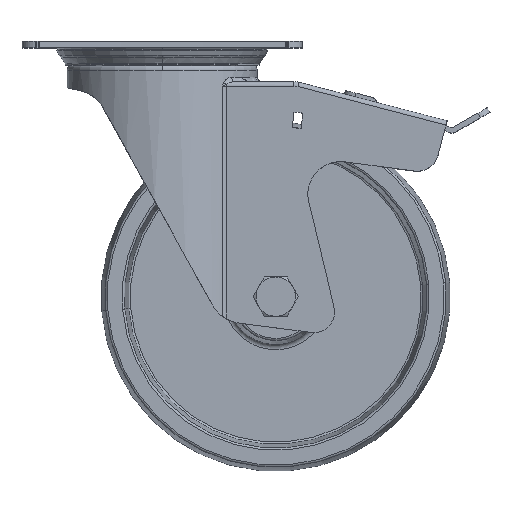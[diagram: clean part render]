
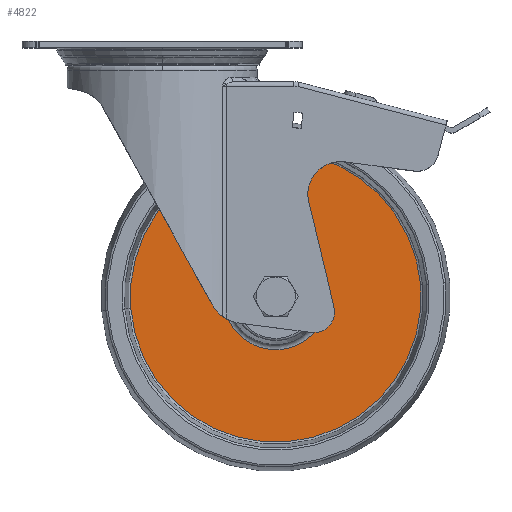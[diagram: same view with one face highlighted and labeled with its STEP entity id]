
A CAD part, top view. The second image highlights one B-rep face of the part: STEP entity #4822.
In plain terms, the highlighted planar face has unit normal (0, 0, 1).
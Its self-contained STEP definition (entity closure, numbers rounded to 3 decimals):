
#92 = EDGE_CURVE ( 'NONE', #1922, #10093, #1097, .T. ) ;
#274 = EDGE_CURVE ( 'NONE', #10093, #1922, #13752, .T. ) ;
#356 = ORIENTED_EDGE ( 'NONE', *, *, #16668, .T. ) ;
#1097 = CIRCLE ( 'NONE', #8311, 24.262 ) ;
#1578 = CARTESIAN_POINT ( 'NONE',  ( 52., -117., 5. ) ) ;
#1605 = CARTESIAN_POINT ( 'NONE',  ( 57.494, -184.276, 5. ) ) ;
#1641 = CIRCLE ( 'NONE', #14650, 66.624 ) ;
#1865 = EDGE_CURVE ( 'NONE', #7929, #8543, #1641, .T. ) ;
#1922 = VERTEX_POINT ( 'NONE', #3663 ) ;
#2030 = EDGE_LOOP ( 'NONE', ( #9298, #356 ) ) ;
#2836 = CARTESIAN_POINT ( 'NONE',  ( 118.403, -111.577, 5. ) ) ;
#3663 = CARTESIAN_POINT ( 'NONE',  ( 76.182, -115.025, 5. ) ) ;
#4822 = ADVANCED_FACE ( 'NONE', ( #8562, #10116 ), #14273, .T. ) ;
#5090 = ORIENTED_EDGE ( 'NONE', *, *, #92, .T. ) ;
#5127 = EDGE_LOOP ( 'NONE', ( #10384, #5090 ) ) ;
#5749 = DIRECTION ( 'NONE',  ( -0.997, -0.081, 0. ) ) ;
#6639 = CARTESIAN_POINT ( 'NONE',  ( 52., -117., 5. ) ) ;
#7203 = CIRCLE ( 'NONE', #9518, 66.624 ) ;
#7241 = AXIS2_PLACEMENT_3D ( 'NONE', #1605, #11524, #9848 ) ;
#7929 = VERTEX_POINT ( 'NONE', #11554 ) ;
#8289 = DIRECTION ( 'NONE',  ( 0., 0., -1. ) ) ;
#8311 = AXIS2_PLACEMENT_3D ( 'NONE', #12897, #15624, #10472 ) ;
#8467 = DIRECTION ( 'NONE',  ( 0., 0., 1. ) ) ;
#8543 = VERTEX_POINT ( 'NONE', #2836 ) ;
#8562 = FACE_BOUND ( 'NONE', #5127, .T. ) ;
#9136 = CARTESIAN_POINT ( 'NONE',  ( 27.818, -118.975, 5. ) ) ;
#9298 = ORIENTED_EDGE ( 'NONE', *, *, #1865, .T. ) ;
#9368 = DIRECTION ( 'NONE',  ( 0., 0., 1. ) ) ;
#9518 = AXIS2_PLACEMENT_3D ( 'NONE', #1578, #8467, #16763 ) ;
#9848 = DIRECTION ( 'NONE',  ( -0.997, -0.081, 0. ) ) ;
#10093 = VERTEX_POINT ( 'NONE', #9136 ) ;
#10116 = FACE_OUTER_BOUND ( 'NONE', #2030, .T. ) ;
#10384 = ORIENTED_EDGE ( 'NONE', *, *, #274, .T. ) ;
#10437 = DIRECTION ( 'NONE',  ( -0.997, -0.081, 0. ) ) ;
#10472 = DIRECTION ( 'NONE',  ( -0.997, -0.081, 0. ) ) ;
#11524 = DIRECTION ( 'NONE',  ( 0., 0., 1. ) ) ;
#11554 = CARTESIAN_POINT ( 'NONE',  ( -14.403, -122.423, 5. ) ) ;
#12879 = AXIS2_PLACEMENT_3D ( 'NONE', #15248, #8289, #5749 ) ;
#12897 = CARTESIAN_POINT ( 'NONE',  ( 52., -117., 5. ) ) ;
#13752 = CIRCLE ( 'NONE', #12879, 24.262 ) ;
#14273 = PLANE ( 'NONE',  #7241 ) ;
#14650 = AXIS2_PLACEMENT_3D ( 'NONE', #6639, #9368, #10437 ) ;
#15248 = CARTESIAN_POINT ( 'NONE',  ( 52., -117., 5. ) ) ;
#15624 = DIRECTION ( 'NONE',  ( 0., 0., -1. ) ) ;
#16668 = EDGE_CURVE ( 'NONE', #8543, #7929, #7203, .T. ) ;
#16763 = DIRECTION ( 'NONE',  ( -0.997, -0.081, 0. ) ) ;
